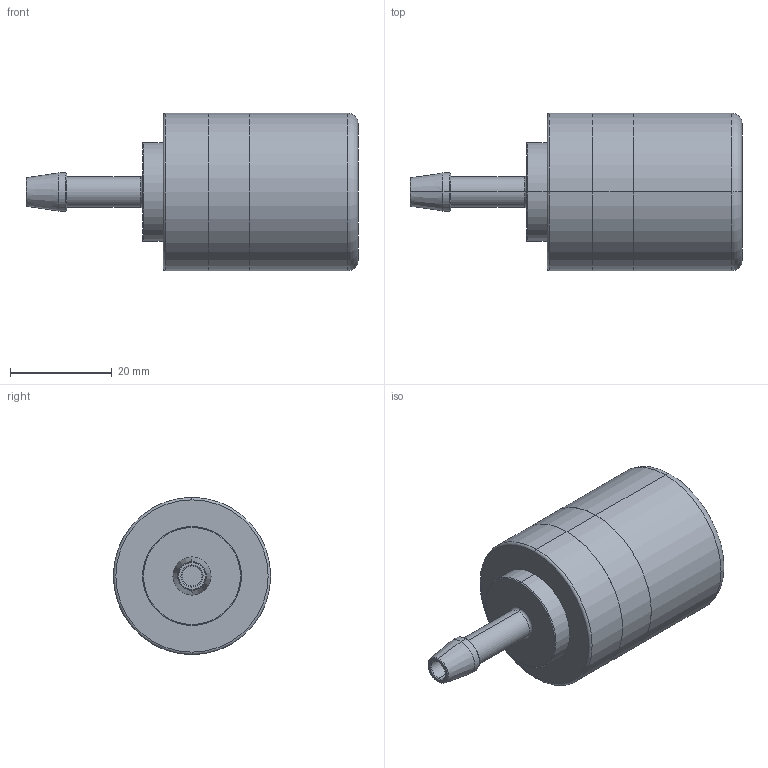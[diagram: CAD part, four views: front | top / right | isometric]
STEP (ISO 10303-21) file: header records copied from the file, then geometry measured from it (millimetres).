
FILE_DESCRIPTION (( 'STEP AP214' ), '1' );
FILE_NAME ('ASG06.1806.STEP', '2018-09-11T11:29:48', ( '' ), ( '' ), 'SwSTEP 2.0', 'SolidWorks 2018', '' );
FILE_SCHEMA (( 'AUTOMOTIVE_DESIGN' ));
Length unit declared in the file: millimetre
Products named in the file (1): ASG06.1806
Bounding box: 65.4 x 31 x 31 mm (x, y, z)
Volume: 28250.1 mm3; surface area: 6992.6 mm2
Topology: 1 solids, 1 shells, 41 faces, 80 edges, 48 vertices
Faces by surface type: cylinder 16, torus 14, plane 9, cone 2
Entity records: 1256 total; most frequent: DIRECTION 226, CARTESIAN_POINT 170, ORIENTED_EDGE 160, AXIS2_PLACEMENT_3D 104, EDGE_CURVE 80, CIRCLE 62, EDGE_LOOP 48, VERTEX_POINT 48
